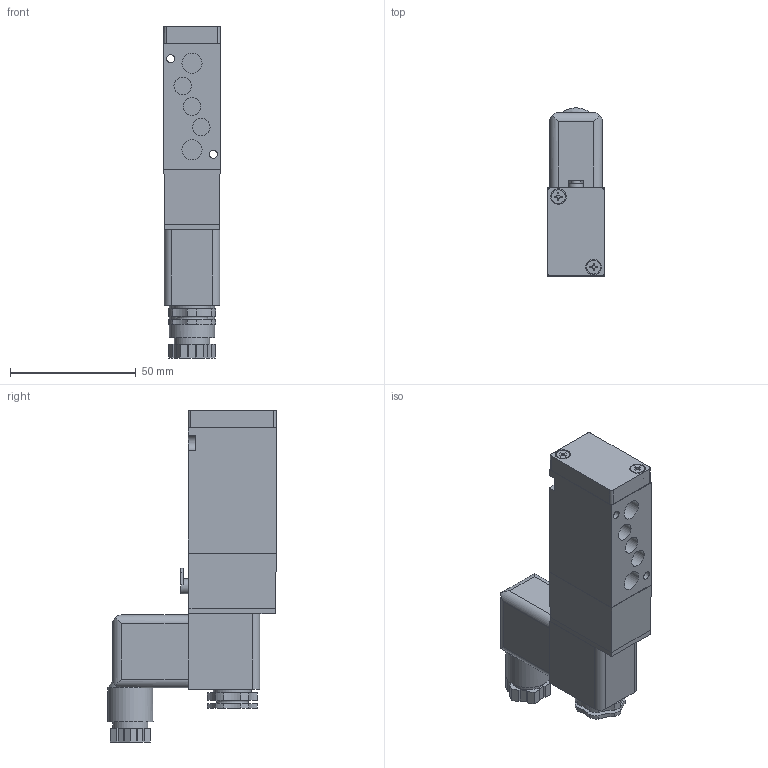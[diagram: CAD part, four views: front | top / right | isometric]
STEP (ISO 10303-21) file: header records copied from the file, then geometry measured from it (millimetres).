
FILE_DESCRIPTION( ( 'STEP AP203' ), '1' );
FILE_NAME( 'MVSC-220M-4E1--8A-DC24.stp', '2020-06-23T06:31:44', ( 'License CC BY-ND 4.0' ), ( 'CADENAS' ), ' ', 'PARTsolutions', ' ' );
FILE_SCHEMA( ( 'CONFIG_CONTROL_DESIGN' ) );
Length unit declared in the file: millimetre
Products named in the file (1): _MVSC-220M-4E1--8A-DC24
Bounding box: 22.3 x 67 x 132 mm (x, y, z)
Volume: 101064.5 mm3; surface area: 22004.7 mm2
Topology: 1 solids, 1 shells, 217 faces, 551 edges, 363 vertices
Faces by surface type: plane 147, cylinder 68, cone 1, torus 1
Full cylindrical faces by diameter (mm): 2.5 x1, 3.2 x2, 5.5 x2, 5.6 x1, 6 x1, 6.2 x2, 7 x4, 8 x2, 10 x1, 14 x1, 15 x1, 18 x1
Entity records: 6505 total; most frequent: CARTESIAN_POINT 1175, DIRECTION 1109, ORIENTED_EDGE 1052, EDGE_CURVE 526, LINE 373, VECTOR 373, AXIS2_PLACEMENT_3D 368, VERTEX_POINT 358
